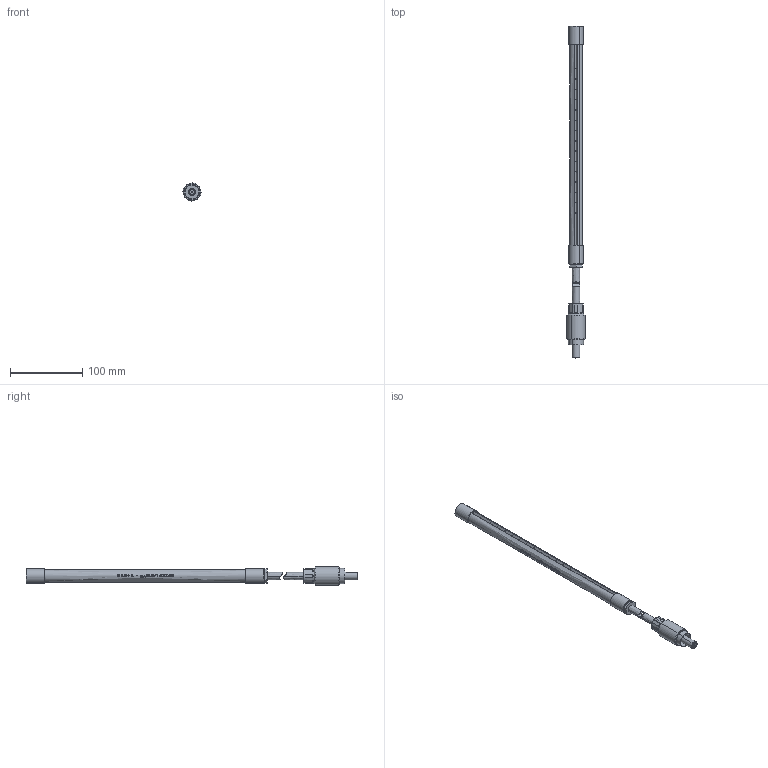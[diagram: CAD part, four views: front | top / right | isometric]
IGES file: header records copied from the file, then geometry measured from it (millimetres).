
Start section: START RECORD GO HERE.
Global section: file name: 13 In.igs; native system: DASSAULT SYSTEMES CATIA V5 R20 - www.3ds.com; preprocessor: CATIA Version 5 Release 20 ; author: DESIGNENG; organization: DESIGNENG; date: 20160209.143209; units: millimetre
Bounding box: 24.99 x 460.4 x 24.99 mm (x, y, z)
Volume: 109011.3 mm3; surface area: 31200.8 mm2
Topology: 2 solids, 2 shells, 336 faces, 901 edges, 611 vertices
Faces by surface type: plane 195, revolution 78, extrusion 63
